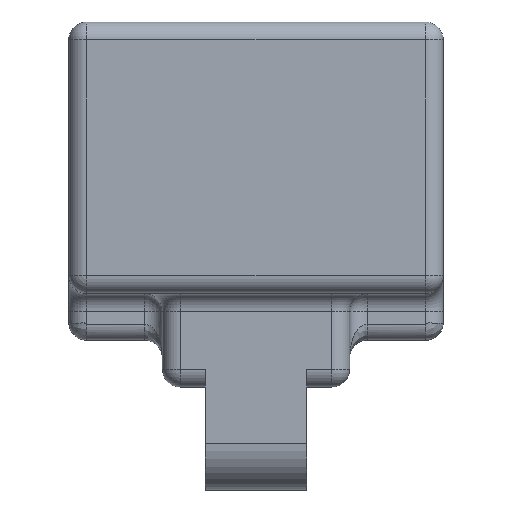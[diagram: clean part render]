
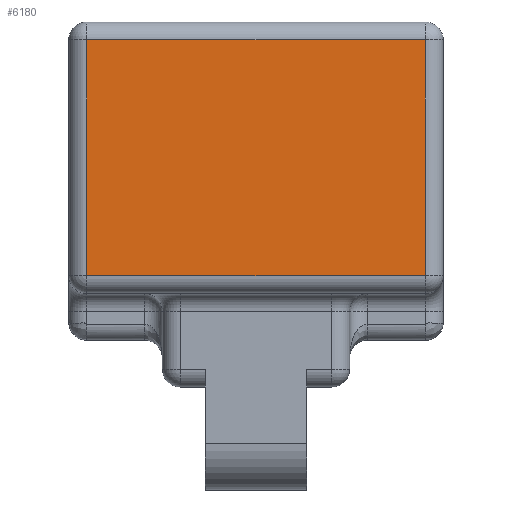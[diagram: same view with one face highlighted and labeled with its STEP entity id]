
A CAD part, left-side view. The second image highlights one B-rep face of the part: STEP entity #6180.
In plain terms, the highlighted planar face has unit normal (-1, 0, 0).
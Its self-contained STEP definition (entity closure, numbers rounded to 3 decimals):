
#1963 = CYLINDRICAL_SURFACE('',#1964,1.9);
#1964 = AXIS2_PLACEMENT_3D('',#1965,#1966,#1967);
#1965 = CARTESIAN_POINT('',(-37.1,1.9,15.));
#1966 = DIRECTION('',(0.,0.,1.));
#1967 = DIRECTION('',(0.,-1.,0.));
#3866 = CYLINDRICAL_SURFACE('',#3867,1.9);
#3867 = AXIS2_PLACEMENT_3D('',#3868,#3869,#3870);
#3868 = CARTESIAN_POINT('',(-37.1,0.,16.9));
#3869 = DIRECTION('',(0.,1.,0.));
#3870 = DIRECTION('',(0.,0.,-1.));
#4489 = VERTEX_POINT('',#4490);
#4490 = CARTESIAN_POINT('',(-39.,1.9,16.9));
#4515 = EDGE_CURVE('',#4489,#4516,#4518,.T.);
#4516 = VERTEX_POINT('',#4517);
#4517 = CARTESIAN_POINT('',(-39.,1.9,42.1));
#4518 = SURFACE_CURVE('',#4519,(#4523,#4530),.PCURVE_S1.);
#4519 = LINE('',#4520,#4521);
#4520 = CARTESIAN_POINT('',(-39.,1.9,15.));
#4521 = VECTOR('',#4522,1.);
#4522 = DIRECTION('',(0.,0.,1.));
#4523 = PCURVE('',#1963,#4524);
#4524 = DEFINITIONAL_REPRESENTATION('',(#4525),#4529);
#4525 = LINE('',#4526,#4527);
#4526 = CARTESIAN_POINT('',(-1.571,0.));
#4527 = VECTOR('',#4528,1.);
#4528 = DIRECTION('',(-0.,1.));
#4529 = ( GEOMETRIC_REPRESENTATION_CONTEXT(2) 
PARAMETRIC_REPRESENTATION_CONTEXT() REPRESENTATION_CONTEXT('2D SPACE',''
  ) );
#4530 = PCURVE('',#4531,#4536);
#4531 = PLANE('',#4532);
#4532 = AXIS2_PLACEMENT_3D('',#4533,#4534,#4535);
#4533 = CARTESIAN_POINT('',(-39.,20.,29.5));
#4534 = DIRECTION('',(-1.,-0.,-0.));
#4535 = DIRECTION('',(0.,0.,-1.));
#4536 = DEFINITIONAL_REPRESENTATION('',(#4537),#4541);
#4537 = LINE('',#4538,#4539);
#4538 = CARTESIAN_POINT('',(14.5,18.1));
#4539 = VECTOR('',#4540,1.);
#4540 = DIRECTION('',(-1.,0.));
#4541 = ( GEOMETRIC_REPRESENTATION_CONTEXT(2) 
PARAMETRIC_REPRESENTATION_CONTEXT() REPRESENTATION_CONTEXT('2D SPACE',''
  ) );
#5435 = CYLINDRICAL_SURFACE('',#5436,1.9);
#5436 = AXIS2_PLACEMENT_3D('',#5437,#5438,#5439);
#5437 = CARTESIAN_POINT('',(-37.1,38.1,15.));
#5438 = DIRECTION('',(0.,0.,1.));
#5439 = DIRECTION('',(0.,1.,0.));
#5953 = EDGE_CURVE('',#4489,#5954,#5956,.T.);
#5954 = VERTEX_POINT('',#5955);
#5955 = CARTESIAN_POINT('',(-39.,38.1,16.9));
#5956 = SURFACE_CURVE('',#5957,(#5961,#5968),.PCURVE_S1.);
#5957 = LINE('',#5958,#5959);
#5958 = CARTESIAN_POINT('',(-39.,0.,16.9));
#5959 = VECTOR('',#5960,1.);
#5960 = DIRECTION('',(0.,1.,0.));
#5961 = PCURVE('',#3866,#5962);
#5962 = DEFINITIONAL_REPRESENTATION('',(#5963),#5967);
#5963 = LINE('',#5964,#5965);
#5964 = CARTESIAN_POINT('',(1.571,0.));
#5965 = VECTOR('',#5966,1.);
#5966 = DIRECTION('',(0.,1.));
#5967 = ( GEOMETRIC_REPRESENTATION_CONTEXT(2) 
PARAMETRIC_REPRESENTATION_CONTEXT() REPRESENTATION_CONTEXT('2D SPACE',''
  ) );
#5968 = PCURVE('',#4531,#5969);
#5969 = DEFINITIONAL_REPRESENTATION('',(#5970),#5974);
#5970 = LINE('',#5971,#5972);
#5971 = CARTESIAN_POINT('',(12.6,20.));
#5972 = VECTOR('',#5973,1.);
#5973 = DIRECTION('',(0.,-1.));
#5974 = ( GEOMETRIC_REPRESENTATION_CONTEXT(2) 
PARAMETRIC_REPRESENTATION_CONTEXT() REPRESENTATION_CONTEXT('2D SPACE',''
  ) );
#6106 = CYLINDRICAL_SURFACE('',#6107,1.9);
#6107 = AXIS2_PLACEMENT_3D('',#6108,#6109,#6110);
#6108 = CARTESIAN_POINT('',(-37.1,0.,42.1));
#6109 = DIRECTION('',(0.,1.,0.));
#6110 = DIRECTION('',(-1.,0.,0.));
#6180 = ADVANCED_FACE('',(#6181),#4531,.T.);
#6181 = FACE_BOUND('',#6182,.T.);
#6182 = EDGE_LOOP('',(#6183,#6184,#6185,#6208));
#6183 = ORIENTED_EDGE('',*,*,#5953,.F.);
#6184 = ORIENTED_EDGE('',*,*,#4515,.T.);
#6185 = ORIENTED_EDGE('',*,*,#6186,.T.);
#6186 = EDGE_CURVE('',#4516,#6187,#6189,.T.);
#6187 = VERTEX_POINT('',#6188);
#6188 = CARTESIAN_POINT('',(-39.,38.1,42.1));
#6189 = SURFACE_CURVE('',#6190,(#6194,#6201),.PCURVE_S1.);
#6190 = LINE('',#6191,#6192);
#6191 = CARTESIAN_POINT('',(-39.,0.,42.1));
#6192 = VECTOR('',#6193,1.);
#6193 = DIRECTION('',(0.,1.,0.));
#6194 = PCURVE('',#4531,#6195);
#6195 = DEFINITIONAL_REPRESENTATION('',(#6196),#6200);
#6196 = LINE('',#6197,#6198);
#6197 = CARTESIAN_POINT('',(-12.6,20.));
#6198 = VECTOR('',#6199,1.);
#6199 = DIRECTION('',(0.,-1.));
#6200 = ( GEOMETRIC_REPRESENTATION_CONTEXT(2) 
PARAMETRIC_REPRESENTATION_CONTEXT() REPRESENTATION_CONTEXT('2D SPACE',''
  ) );
#6201 = PCURVE('',#6106,#6202);
#6202 = DEFINITIONAL_REPRESENTATION('',(#6203),#6207);
#6203 = LINE('',#6204,#6205);
#6204 = CARTESIAN_POINT('',(0.,0.));
#6205 = VECTOR('',#6206,1.);
#6206 = DIRECTION('',(0.,1.));
#6207 = ( GEOMETRIC_REPRESENTATION_CONTEXT(2) 
PARAMETRIC_REPRESENTATION_CONTEXT() REPRESENTATION_CONTEXT('2D SPACE',''
  ) );
#6208 = ORIENTED_EDGE('',*,*,#6209,.F.);
#6209 = EDGE_CURVE('',#5954,#6187,#6210,.T.);
#6210 = SURFACE_CURVE('',#6211,(#6215,#6222),.PCURVE_S1.);
#6211 = LINE('',#6212,#6213);
#6212 = CARTESIAN_POINT('',(-39.,38.1,15.));
#6213 = VECTOR('',#6214,1.);
#6214 = DIRECTION('',(0.,0.,1.));
#6215 = PCURVE('',#4531,#6216);
#6216 = DEFINITIONAL_REPRESENTATION('',(#6217),#6221);
#6217 = LINE('',#6218,#6219);
#6218 = CARTESIAN_POINT('',(14.5,-18.1));
#6219 = VECTOR('',#6220,1.);
#6220 = DIRECTION('',(-1.,0.));
#6221 = ( GEOMETRIC_REPRESENTATION_CONTEXT(2) 
PARAMETRIC_REPRESENTATION_CONTEXT() REPRESENTATION_CONTEXT('2D SPACE',''
  ) );
#6222 = PCURVE('',#5435,#6223);
#6223 = DEFINITIONAL_REPRESENTATION('',(#6224),#6228);
#6224 = LINE('',#6225,#6226);
#6225 = CARTESIAN_POINT('',(1.571,0.));
#6226 = VECTOR('',#6227,1.);
#6227 = DIRECTION('',(0.,1.));
#6228 = ( GEOMETRIC_REPRESENTATION_CONTEXT(2) 
PARAMETRIC_REPRESENTATION_CONTEXT() REPRESENTATION_CONTEXT('2D SPACE',''
  ) );
